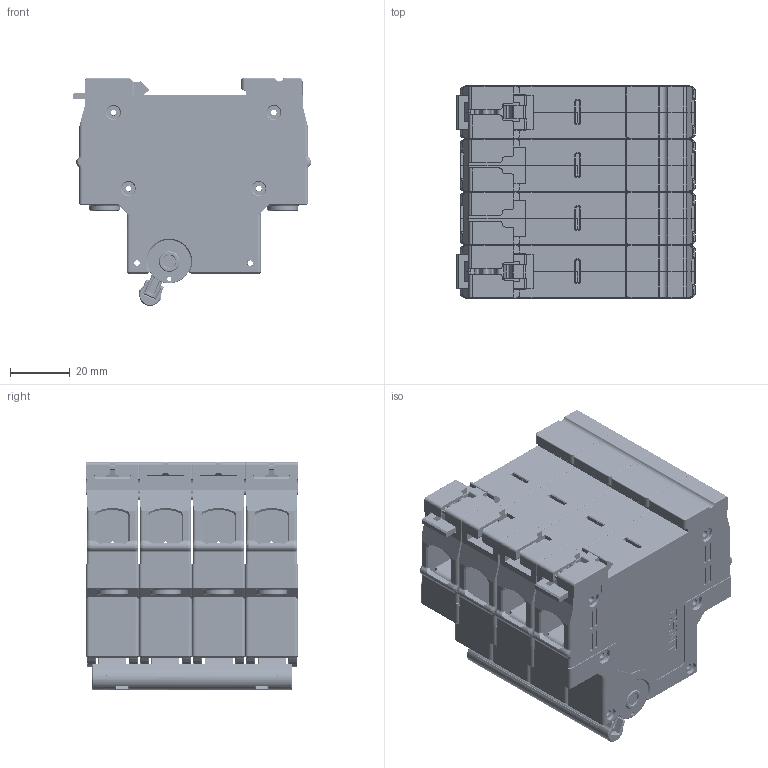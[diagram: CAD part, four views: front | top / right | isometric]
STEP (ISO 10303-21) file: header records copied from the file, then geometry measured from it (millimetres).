
FILE_DESCRIPTION((''),'2;1');
FILE_NAME('NXHB-125_4P','2023-07-26T11:09:23',('hgfeng'),(''),'CREO PARAMETRIC BY PTC INC, 2020044','CREO PARAMETRIC BY PTC INC, 2020044','');
FILE_SCHEMA(('CONFIG_CONTROL_DESIGN','SHAPE_APPEARANCE_LAYERS_GROUPS'));
Products named in the file (1): NXHB-125_4P
Bounding box: 79.9 x 71.2 x 76.34 mm (x, y, z)
Volume: 7762.4 mm3; surface area: 109497.5 mm2
Topology: 32 solids, 37 shells, 5524 faces, 15216 edges, 9850 vertices
Faces by surface type: plane 3273, cylinder 1549, cone 357, torus 225, bspline 77, extrusion 27, sphere 16
Entity records: 180145 total; most frequent: CARTESIAN_POINT 37960, ORIENTED_EDGE 30299, DIRECTION 28975, EDGE_CURVE 15200, VECTOR 10391, LINE 10364, VERTEX_POINT 9850, AXIS2_PLACEMENT_3D 9292
